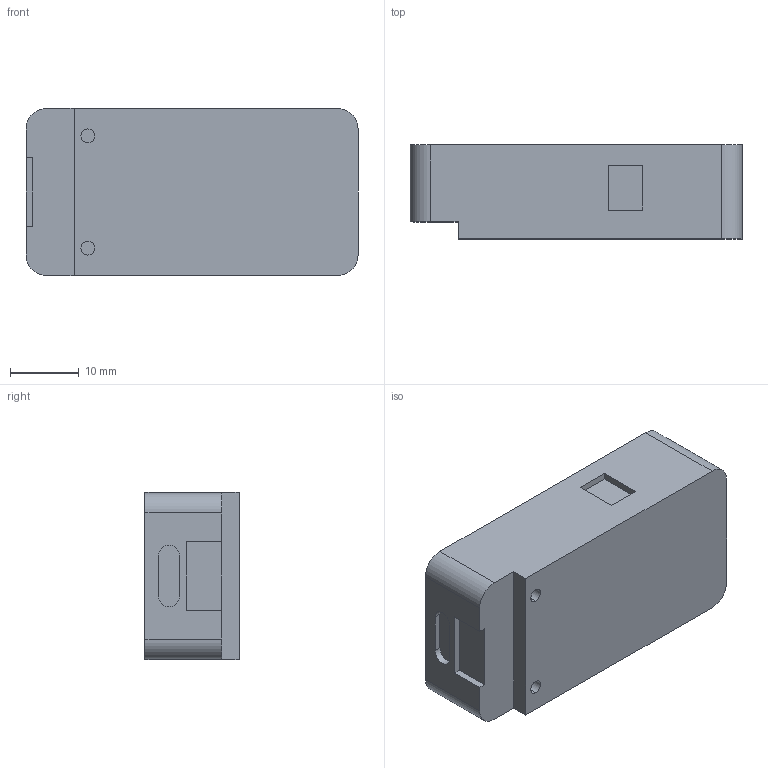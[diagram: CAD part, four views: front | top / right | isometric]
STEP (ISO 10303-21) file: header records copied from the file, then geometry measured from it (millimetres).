
FILE_DESCRIPTION (( 'STEP AP214' ), '1' );
FILE_NAME ('m5stick-c.STEP', '2020-05-05T08:50:24', ( '' ), ( '' ), 'SwSTEP 2.0', 'SolidWorks 2015', '' );
FILE_SCHEMA (( 'AUTOMOTIVE_DESIGN' ));
Length unit declared in the file: millimetre
Products named in the file (1): m5stick-c
Bounding box: 48.35 x 13.7 x 24.35 mm (x, y, z)
Volume: 15039.8 mm3; surface area: 4510.9 mm2
Topology: 1 solids, 1 shells, 96 faces, 237 edges, 158 vertices
Faces by surface type: plane 79, cylinder 17
Entity records: 2853 total; most frequent: CARTESIAN_POINT 492, ORIENTED_EDGE 474, DIRECTION 469, EDGE_CURVE 237, VECTOR 199, LINE 199, VERTEX_POINT 158, AXIS2_PLACEMENT_3D 135
